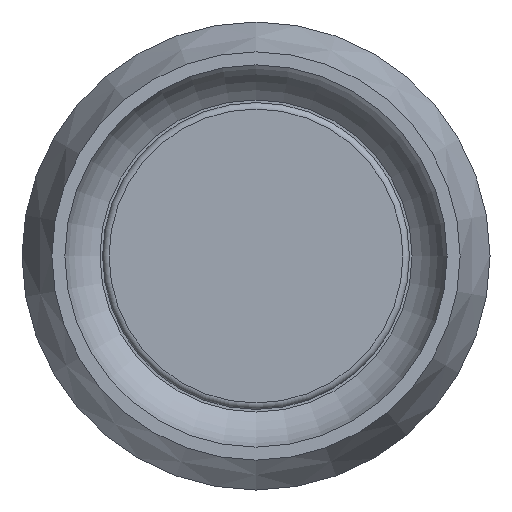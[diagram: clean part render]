
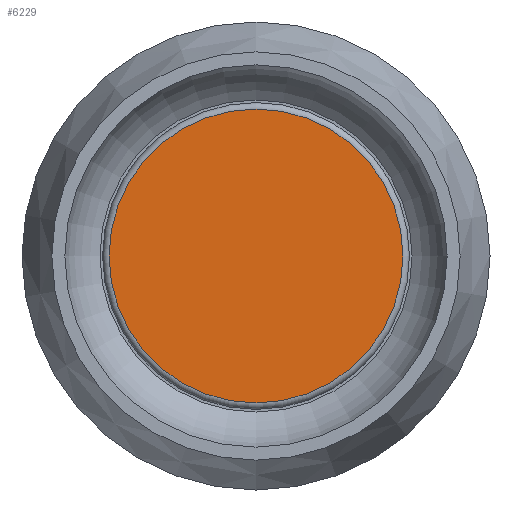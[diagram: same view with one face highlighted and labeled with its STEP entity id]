
A CAD part, left-side view. The second image highlights one B-rep face of the part: STEP entity #6229.
In plain terms, the highlighted planar face has unit normal (-1, 0, 0).
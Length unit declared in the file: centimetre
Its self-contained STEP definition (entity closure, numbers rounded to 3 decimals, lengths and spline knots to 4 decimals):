
#414=CIRCLE('',#6607,0.565);
#749=FACE_OUTER_BOUND('',#1136,.T.);
#1136=EDGE_LOOP('',(#5663));
#3017=VERTEX_POINT('',#10781);
#3899=EDGE_CURVE('',#3017,#3017,#414,.T.);
#5663=ORIENTED_EDGE('',*,*,#3899,.F.);
#5894=PLANE('',#6608);
#6229=ADVANCED_FACE('',(#749),#5894,.F.);
#6607=AXIS2_PLACEMENT_3D('',#10783,#7984,#7985);
#6608=AXIS2_PLACEMENT_3D('',#10784,#7986,#7987);
#7984=DIRECTION('center_axis',(1.,0.,0.));
#7985=DIRECTION('ref_axis',(0.,0.,1.));
#7986=DIRECTION('center_axis',(1.,0.,0.));
#7987=DIRECTION('ref_axis',(0.,0.,1.));
#10781=CARTESIAN_POINT('',(-0.35,0.,-0.565));
#10783=CARTESIAN_POINT('Origin',(-0.35,0.,0.));
#10784=CARTESIAN_POINT('Origin',(-0.35,0.,0.));
